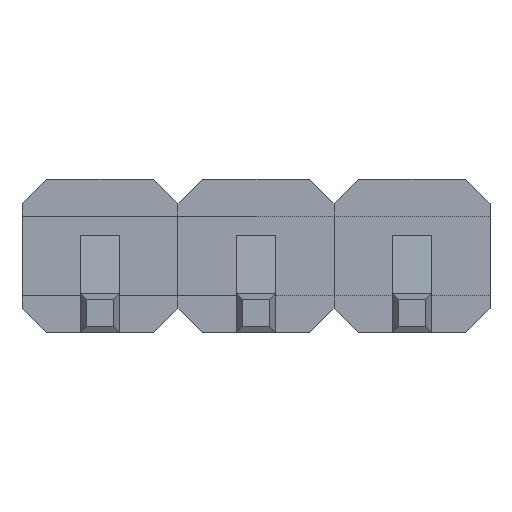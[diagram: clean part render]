
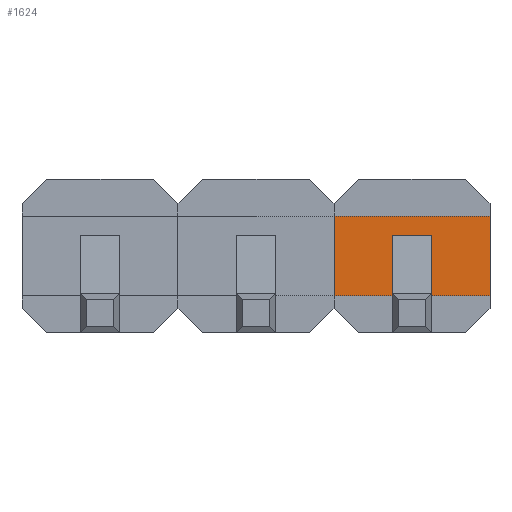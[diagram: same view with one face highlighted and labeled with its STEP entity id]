
A CAD part, left-side view. The second image highlights one B-rep face of the part: STEP entity #1624.
In plain terms, the highlighted planar face has unit normal (-1, 0, 0).
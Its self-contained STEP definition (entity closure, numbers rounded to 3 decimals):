
#52=FACE_OUTER_BOUND('',#148,.T.);
#148=EDGE_LOOP('',(#1173,#1174,#1175,#1176));
#275=LINE('',#2352,#503);
#283=LINE('',#2368,#511);
#289=LINE('',#2378,#517);
#290=LINE('',#2380,#518);
#503=VECTOR('',#1914,10.);
#511=VECTOR('',#1926,10.);
#517=VECTOR('',#1936,10.);
#518=VECTOR('',#1939,10.);
#711=VERTEX_POINT('',#2349);
#712=VERTEX_POINT('',#2351);
#717=VERTEX_POINT('',#2365);
#718=VERTEX_POINT('',#2367);
#875=EDGE_CURVE('',#711,#712,#275,.T.);
#883=EDGE_CURVE('',#717,#718,#283,.T.);
#889=EDGE_CURVE('',#712,#717,#289,.T.);
#890=EDGE_CURVE('',#711,#718,#290,.T.);
#1173=ORIENTED_EDGE('',*,*,#883,.F.);
#1174=ORIENTED_EDGE('',*,*,#889,.F.);
#1175=ORIENTED_EDGE('',*,*,#875,.F.);
#1176=ORIENTED_EDGE('',*,*,#890,.T.);
#1528=PLANE('',#1739);
#1624=ADVANCED_FACE('',(#52),#1528,.F.);
#1739=AXIS2_PLACEMENT_3D('',#2379,#1937,#1938);
#1914=DIRECTION('',(0.,0.,-1.));
#1926=DIRECTION('',(0.,0.,1.));
#1936=DIRECTION('',(0.,1.,0.));
#1937=DIRECTION('center_axis',(1.,0.,0.));
#1938=DIRECTION('ref_axis',(0.,0.,-1.));
#1939=DIRECTION('',(0.,1.,0.));
#2349=CARTESIAN_POINT('',(5.2,-1.27,1.9));
#2351=CARTESIAN_POINT('',(5.2,-1.27,0.6));
#2352=CARTESIAN_POINT('',(5.2,-1.27,1.575));
#2365=CARTESIAN_POINT('',(5.2,1.27,0.6));
#2367=CARTESIAN_POINT('',(5.2,1.27,1.9));
#2368=CARTESIAN_POINT('',(5.2,1.27,1.575));
#2378=CARTESIAN_POINT('',(5.2,-1.27,0.6));
#2379=CARTESIAN_POINT('Origin',(5.2,-1.27,1.9));
#2380=CARTESIAN_POINT('',(5.2,-1.27,1.9));
